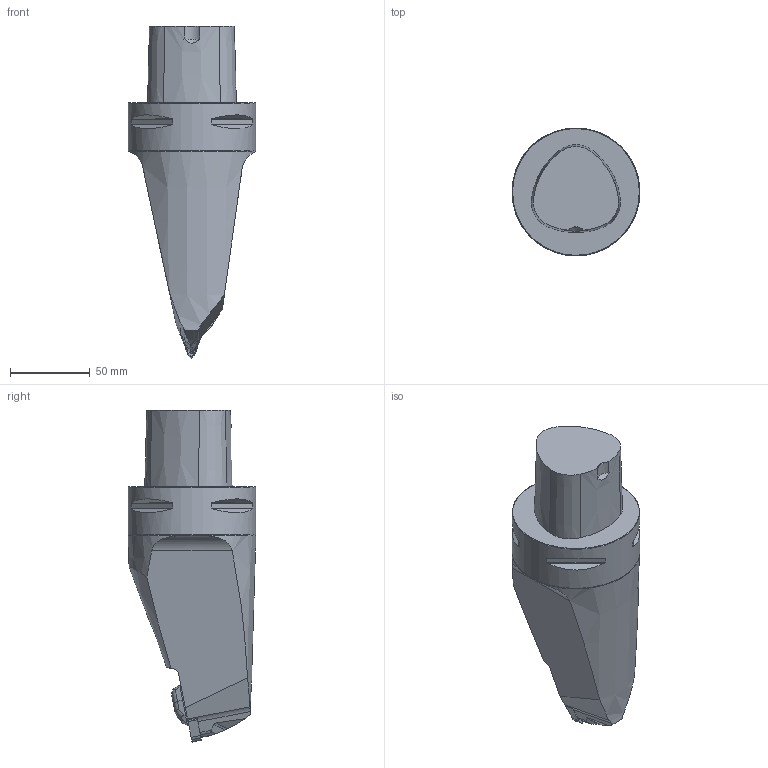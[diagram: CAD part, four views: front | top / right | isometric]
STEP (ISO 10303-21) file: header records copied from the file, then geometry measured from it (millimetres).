
FILE_DESCRIPTION(/* description */ (''),/* implementation_level */ '2;1');
FILE_NAME(/* name */ 'ASSY.STP',/* time_stamp */ '2023-01-04T10:43:39+01:00',/* author */ (''),/* organization */ ('SMS'),/* preprocessor_version */ 'ST-DEVELOPER v16.7',/* originating_system */ 'SIEMENS PLM Software NX 12.0',/* authorisation */ '');
FILE_SCHEMA (('AUTOMOTIVE_DESIGN { 1 0 10303 214 3 1 1 1 }'));
Length unit declared in the file: millimetre
Products named in the file (4): ASSEMBLY_CONSTRUCTION; NOCUT; CUT; ASSY
Assembly tree (3 placements, depth 2):
  ASSY
    CUT
    NOCUT
    ASSEMBLY_CONSTRUCTION
Bounding box: 80.08 x 80.16 x 208 mm (x, y, z)
Volume: 573389.7 mm3; surface area: 46135.9 mm2
Topology: 2 solids, 2 shells, 122 faces, 329 edges, 222 vertices
Faces by surface type: plane 63, cylinder 45, cone 11, extrusion 2, torus 1
Full cylindrical faces by diameter (mm): 80 x1
Entity records: 4370 total; most frequent: CARTESIAN_POINT 1173, ORIENTED_EDGE 646, DIRECTION 633, EDGE_CURVE 323, AXIS2_PLACEMENT_3D 229, VERTEX_POINT 213, VECTOR 175, LINE 173
